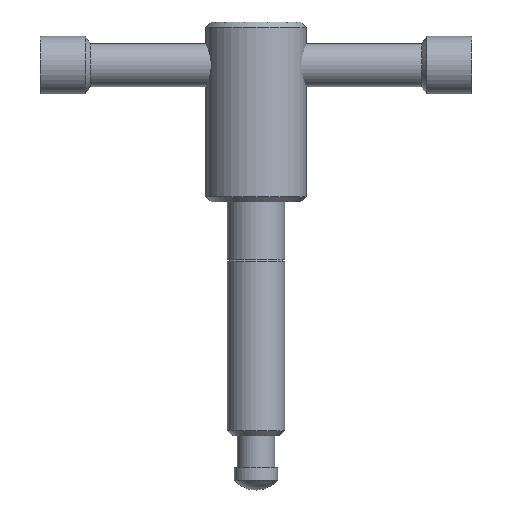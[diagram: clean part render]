
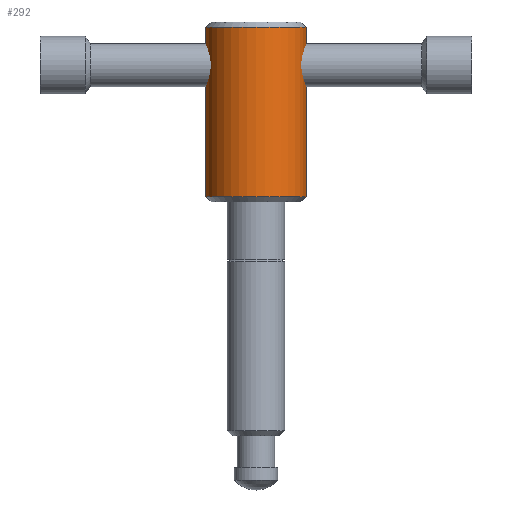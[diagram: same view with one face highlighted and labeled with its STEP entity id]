
A CAD part, front view. The second image highlights one B-rep face of the part: STEP entity #292.
In plain terms, the highlighted cylindrical face has radius 7 mm (diameter 14 mm), a partial arc.
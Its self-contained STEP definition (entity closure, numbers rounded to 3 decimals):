
#202=VERTEX_POINT('',#555);
#260=VERTEX_POINT('',#627);
#292=ADVANCED_FACE('',(#661),#662,.T.);
#368=VERTEX_POINT('',#744);
#444=EDGE_CURVE('',#526,#260,#831,.T.);
#462=EDGE_CURVE('',#368,#526,#850,.T.);
#486=EDGE_CURVE('',#202,#260,#879,.T.);
#496=EDGE_CURVE('',#202,#368,#892,.T.);
#526=VERTEX_POINT('',#925);
#555=CARTESIAN_POINT('',(-7.0,0.,64.25));
#627=CARTESIAN_POINT('',(7.0,0.0,64.25));
#661=FACE_OUTER_BOUND('',#1076,.T.);
#662=CYLINDRICAL_SURFACE('',#1077,7.0);
#744=CARTESIAN_POINT('',(-7.0,0.,40.75));
#831=LINE('',#1292,#1293);
#850=CIRCLE('',#1316,7.0);
#879=CIRCLE('',#1354,7.0);
#892=LINE('',#1370,#1371);
#925=CARTESIAN_POINT('',(7.0,0.0,40.75));
#1076=EDGE_LOOP('',(#1584,#1585,#1586,#1587));
#1077=AXIS2_PLACEMENT_3D('',#1588,#1589,#1590);
#1292=CARTESIAN_POINT('',(7.0,0.,52.5));
#1293=VECTOR('',#1785,1.0);
#1316=AXIS2_PLACEMENT_3D('',#1803,#1804,#1805);
#1354=AXIS2_PLACEMENT_3D('',#1846,#1847,#1848);
#1370=CARTESIAN_POINT('',(-7.0,0.,52.5));
#1371=VECTOR('',#1874,1.0);
#1584=ORIENTED_EDGE('',*,*,#444,.T.);
#1585=ORIENTED_EDGE('',*,*,#486,.F.);
#1586=ORIENTED_EDGE('',*,*,#496,.T.);
#1587=ORIENTED_EDGE('',*,*,#462,.T.);
#1588=CARTESIAN_POINT('',(0.0,0.0,52.5));
#1589=DIRECTION('',(-0.0,-0.0,-1.0));
#1590=DIRECTION('',(1.0,0.0,0.0));
#1785=DIRECTION('',(0.0,0.0,1.0));
#1803=CARTESIAN_POINT('',(0.0,0.0,40.75));
#1804=DIRECTION('',(0.0,0.0,1.0));
#1805=DIRECTION('',(1.0,0.0,0.0));
#1846=CARTESIAN_POINT('',(0.0,0.0,64.25));
#1847=DIRECTION('',(0.0,0.0,1.0));
#1848=DIRECTION('',(1.0,0.0,0.0));
#1874=DIRECTION('',(-0.0,-0.0,-1.0));
